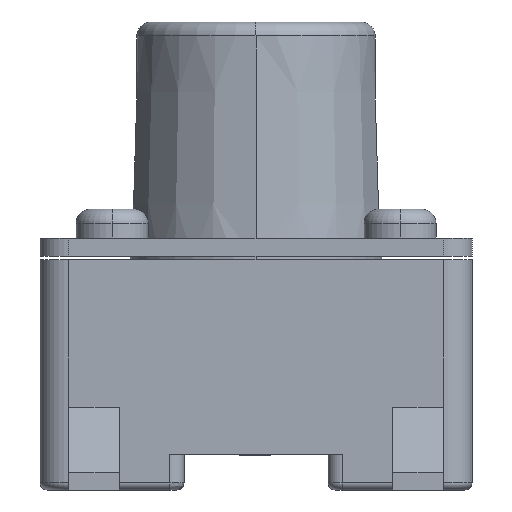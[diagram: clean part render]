
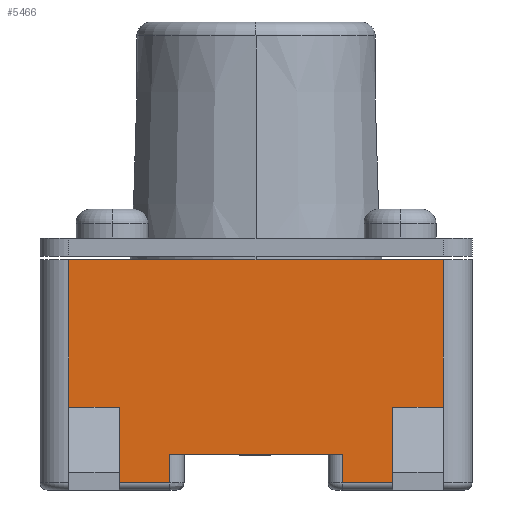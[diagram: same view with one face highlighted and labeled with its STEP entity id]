
A CAD part, left-side view. The second image highlights one B-rep face of the part: STEP entity #5466.
In plain terms, the highlighted planar face has unit normal (-1, 0, 0).
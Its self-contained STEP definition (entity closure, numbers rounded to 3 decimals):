
#96=DIRECTION('',(0.,0.,1.));
#97=VECTOR('',#96,0.25);
#98=CARTESIAN_POINT('',(-3.,-1.9,0.4));
#99=LINE('',#98,#97);
#100=DIRECTION('',(0.,1.,0.));
#101=VECTOR('',#100,0.7);
#102=CARTESIAN_POINT('',(-3.,-2.6,0.4));
#103=LINE('',#102,#101);
#104=DIRECTION('',(0.,0.,-1.));
#105=VECTOR('',#104,0.8);
#106=CARTESIAN_POINT('',(-3.,-2.6,0.4));
#107=LINE('',#106,#105);
#108=DIRECTION('',(0.,1.,0.));
#109=VECTOR('',#108,1.4);
#110=CARTESIAN_POINT('',(-3.,-2.6,-0.4));
#111=LINE('',#110,#109);
#112=DIRECTION('',(0.,0.,-1.));
#113=VECTOR('',#112,0.4);
#114=CARTESIAN_POINT('',(-3.,-1.2,0.));
#115=LINE('',#114,#113);
#116=DIRECTION('',(0.,0.,1.));
#117=VECTOR('',#116,0.4);
#118=CARTESIAN_POINT('',(-3.,1.2,-0.4));
#119=LINE('',#118,#117);
#120=DIRECTION('',(0.,1.,0.));
#121=VECTOR('',#120,1.4);
#122=CARTESIAN_POINT('',(-3.,1.2,-0.4));
#123=LINE('',#122,#121);
#124=DIRECTION('',(0.,0.,1.));
#125=VECTOR('',#124,0.8);
#126=CARTESIAN_POINT('',(-3.,2.6,-0.4));
#127=LINE('',#126,#125);
#128=DIRECTION('',(0.,-1.,0.));
#129=VECTOR('',#128,0.7);
#130=CARTESIAN_POINT('',(-3.,2.6,0.4));
#131=LINE('',#130,#129);
#132=DIRECTION('',(0.,0.,1.));
#133=VECTOR('',#132,0.25);
#134=CARTESIAN_POINT('',(-3.,1.9,0.4));
#135=LINE('',#134,#133);
#136=DIRECTION('',(0.,-1.,0.));
#137=VECTOR('',#136,0.7);
#138=CARTESIAN_POINT('',(-3.,2.6,0.65));
#139=LINE('',#138,#137);
#140=DIRECTION('',(0.,0.,1.));
#141=VECTOR('',#140,2.05);
#142=CARTESIAN_POINT('',(-3.,2.6,0.65));
#143=LINE('',#142,#141);
#144=DIRECTION('',(0.,0.,-1.));
#145=VECTOR('',#144,2.05);
#146=CARTESIAN_POINT('',(-3.,-2.6,2.7));
#147=LINE('',#146,#145);
#148=DIRECTION('',(0.,1.,0.));
#149=VECTOR('',#148,0.7);
#150=CARTESIAN_POINT('',(-3.,-2.6,0.65));
#151=LINE('',#150,#149);
#278=DIRECTION('',(0.,-1.,0.));
#279=VECTOR('',#278,5.2);
#280=CARTESIAN_POINT('',(-3.,2.6,2.7));
#281=LINE('',#280,#279);
#548=DIRECTION('',(0.,-1.,0.));
#549=VECTOR('',#548,2.4);
#550=CARTESIAN_POINT('',(-3.,1.2,0.));
#551=LINE('',#550,#549);
#4039=CARTESIAN_POINT('',(-3.,-2.6,2.7));
#4041=VERTEX_POINT('',#4039);
#4048=CARTESIAN_POINT('',(-3.,2.6,2.7));
#4050=VERTEX_POINT('',#4048);
#4099=CARTESIAN_POINT('',(-3.,2.6,-0.4));
#4101=VERTEX_POINT('',#4099);
#4117=CARTESIAN_POINT('',(-3.,1.2,-0.4));
#4118=VERTEX_POINT('',#4117);
#4691=CARTESIAN_POINT('',(-3.,1.2,0.));
#4692=VERTEX_POINT('',#4691);
#4731=CARTESIAN_POINT('',(-3.,-1.2,0.));
#4732=VERTEX_POINT('',#4731);
#4740=CARTESIAN_POINT('',(-3.,-2.6,-0.4));
#4742=VERTEX_POINT('',#4740);
#4745=CARTESIAN_POINT('',(-3.,-1.2,-0.4));
#4746=VERTEX_POINT('',#4745);
#4859=CARTESIAN_POINT('',(-3.,2.6,0.4));
#4860=CARTESIAN_POINT('',(-3.,2.6,0.65));
#4861=VERTEX_POINT('',#4859);
#4862=VERTEX_POINT('',#4860);
#4863=CARTESIAN_POINT('',(-3.,1.9,0.4));
#4864=CARTESIAN_POINT('',(-3.,1.9,0.65));
#4865=VERTEX_POINT('',#4863);
#4866=VERTEX_POINT('',#4864);
#4923=CARTESIAN_POINT('',(-3.,-2.6,0.65));
#4924=VERTEX_POINT('',#4923);
#4925=CARTESIAN_POINT('',(-3.,-2.6,0.4));
#4926=VERTEX_POINT('',#4925);
#4931=CARTESIAN_POINT('',(-3.,-1.9,0.65));
#4932=VERTEX_POINT('',#4931);
#4933=CARTESIAN_POINT('',(-3.,-1.9,0.4));
#4934=VERTEX_POINT('',#4933);
#5429=CARTESIAN_POINT('',(-3.,3.,0.));
#5430=DIRECTION('',(-1.,0.,0.));
#5431=DIRECTION('',(0.,-1.,0.));
#5432=AXIS2_PLACEMENT_3D('',#5429,#5430,#5431);
#5433=PLANE('',#5432);
#5435=ORIENTED_EDGE('',*,*,#5434,.F.);
#5437=ORIENTED_EDGE('',*,*,#5436,.F.);
#5439=ORIENTED_EDGE('',*,*,#5438,.T.);
#5441=ORIENTED_EDGE('',*,*,#5440,.T.);
#5443=ORIENTED_EDGE('',*,*,#5442,.F.);
#5445=ORIENTED_EDGE('',*,*,#5444,.F.);
#5447=ORIENTED_EDGE('',*,*,#5446,.F.);
#5449=ORIENTED_EDGE('',*,*,#5448,.T.);
#5450=ORIENTED_EDGE('',*,*,#5409,.T.);
#5452=ORIENTED_EDGE('',*,*,#5451,.T.);
#5454=ORIENTED_EDGE('',*,*,#5453,.T.);
#5456=ORIENTED_EDGE('',*,*,#5455,.F.);
#5457=ORIENTED_EDGE('',*,*,#5417,.T.);
#5459=ORIENTED_EDGE('',*,*,#5458,.T.);
#5461=ORIENTED_EDGE('',*,*,#5460,.T.);
#5463=ORIENTED_EDGE('',*,*,#5462,.T.);
#5464=EDGE_LOOP('',(#5435,#5437,#5439,#5441,#5443,#5445,#5447,#5449,#5450,#5452,
#5454,#5456,#5457,#5459,#5461,#5463));
#5465=FACE_OUTER_BOUND('',#5464,.F.);
#5466=ADVANCED_FACE('',(#5465),#5433,.T.);
#5409=EDGE_CURVE('',#4101,#4861,#127,.T.);
#5417=EDGE_CURVE('',#4862,#4050,#143,.T.);
#5434=EDGE_CURVE('',#4934,#4932,#99,.T.);
#5436=EDGE_CURVE('',#4926,#4934,#103,.T.);
#5438=EDGE_CURVE('',#4926,#4742,#107,.T.);
#5440=EDGE_CURVE('',#4742,#4746,#111,.T.);
#5442=EDGE_CURVE('',#4732,#4746,#115,.T.);
#5444=EDGE_CURVE('',#4692,#4732,#551,.T.);
#5446=EDGE_CURVE('',#4118,#4692,#119,.T.);
#5448=EDGE_CURVE('',#4118,#4101,#123,.T.);
#5451=EDGE_CURVE('',#4861,#4865,#131,.T.);
#5453=EDGE_CURVE('',#4865,#4866,#135,.T.);
#5455=EDGE_CURVE('',#4862,#4866,#139,.T.);
#5458=EDGE_CURVE('',#4050,#4041,#281,.T.);
#5460=EDGE_CURVE('',#4041,#4924,#147,.T.);
#5462=EDGE_CURVE('',#4924,#4932,#151,.T.);
